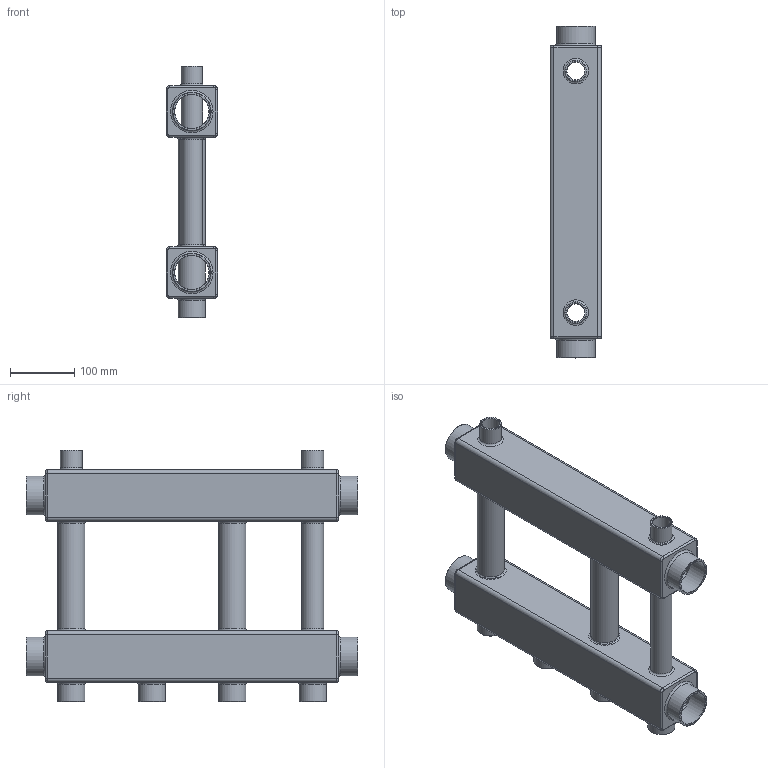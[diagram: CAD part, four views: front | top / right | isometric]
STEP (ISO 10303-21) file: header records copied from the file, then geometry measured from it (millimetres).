
FILE_DESCRIPTION(('STEP AP203'), '1');
FILE_NAME('MK-250-2x32', '', ('UNSPECIFIED'), ('UNSPECIFIED'), 'ASCON STEP Converter 1.6', 'ASCON Math Kernel', '');
FILE_SCHEMA(('CONFIG_CONTROL_DESIGN'));
Length unit declared in the file: millimetre
Bounding box: 80.55 x 515 x 390 mm (x, y, z)
Volume: 1215303.9 mm3; surface area: 804047.6 mm2
Topology: 1 solids, 1 shells, 492 faces, 1276 edges, 830 vertices
Faces by surface type: bspline 171, plane 154, cylinder 95, cone 40, torus 32
Full cylindrical faces by diameter (mm): 27.5 x2, 30 x2, 33.5 x4, 34 x2, 36.3 x4, 40 x4, 42.3 x8, 43 x4, 53 x4, 57 x4, 60 x4
Entity records: 23448 total; most frequent: CARTESIAN_POINT 9106, ORIENTED_EDGE 2356, DIRECTION 1544, EDGE_CURVE 1178, VERTEX_POINT 830, EDGE_LOOP 660, AXIS2_PLACEMENT_3D 576, B_SPLINE_CURVE_WITH_KNOTS 532
